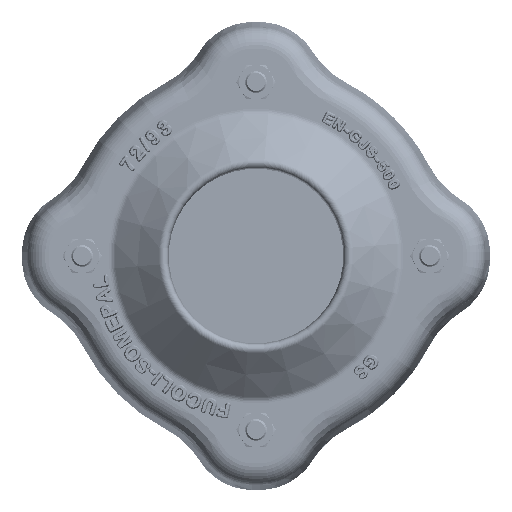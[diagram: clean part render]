
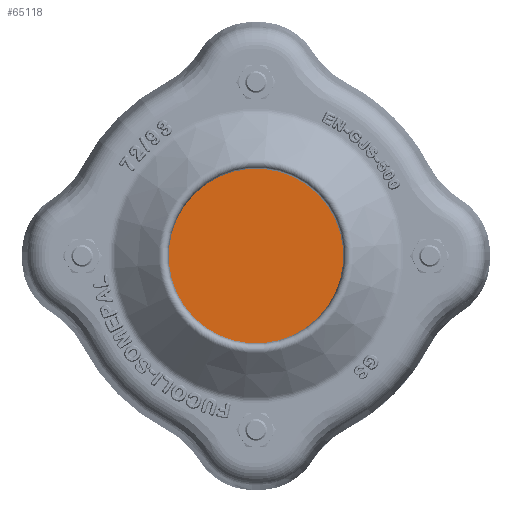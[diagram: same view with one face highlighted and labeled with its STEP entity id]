
A CAD part, left-side view. The second image highlights one B-rep face of the part: STEP entity #65118.
In plain terms, the highlighted planar face has unit normal (-1, 0, 0).
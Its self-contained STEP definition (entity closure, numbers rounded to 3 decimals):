
#10309 = PLANE ( 'NONE',  #264978 ) ;
#49610 = CARTESIAN_POINT ( 'NONE',  ( -137.379, -34.295, 34.295 ) ) ;
#64990 = VERTEX_POINT ( 'NONE', #205118 ) ;
#65118 = ADVANCED_FACE ( 'NONE', ( #225778 ), #10309, .F. ) ;
#76052 = DIRECTION ( 'NONE',  ( 0., 0., -1. ) ) ;
#106073 = VERTEX_POINT ( 'NONE', #49610 ) ;
#108023 = AXIS2_PLACEMENT_3D ( 'NONE', #259525, #154685, #76052 ) ;
#123406 = EDGE_CURVE ( 'NONE', #106073, #64990, #274729, .T. ) ;
#130022 = AXIS2_PLACEMENT_3D ( 'NONE', #210074, #183034, #260860 ) ;
#154685 = DIRECTION ( 'NONE',  ( -1., 0., 0. ) ) ;
#164052 = ORIENTED_EDGE ( 'NONE', *, *, #273860, .T. ) ;
#183034 = DIRECTION ( 'NONE',  ( -1., 0., 0. ) ) ;
#204040 = CIRCLE ( 'NONE', #130022, 48.5 ) ;
#205118 = CARTESIAN_POINT ( 'NONE',  ( -137.379, 34.295, -34.295 ) ) ;
#210074 = CARTESIAN_POINT ( 'NONE',  ( -137.379, 0., 0. ) ) ;
#217264 = ORIENTED_EDGE ( 'NONE', *, *, #123406, .T. ) ;
#225778 = FACE_OUTER_BOUND ( 'NONE', #239089, .T. ) ;
#239089 = EDGE_LOOP ( 'NONE', ( #217264, #164052 ) ) ;
#259525 = CARTESIAN_POINT ( 'NONE',  ( -137.379, 0., 0. ) ) ;
#260860 = DIRECTION ( 'NONE',  ( 0., 0., -1. ) ) ;
#264978 = AXIS2_PLACEMENT_3D ( 'NONE', #268129, #294078, #319880 ) ;
#268129 = CARTESIAN_POINT ( 'NONE',  ( -137.379, 50.056, 0. ) ) ;
#273860 = EDGE_CURVE ( 'NONE', #64990, #106073, #204040, .T. ) ;
#274729 = CIRCLE ( 'NONE', #108023, 48.5 ) ;
#294078 = DIRECTION ( 'NONE',  ( 1., 0., 0. ) ) ;
#319880 = DIRECTION ( 'NONE',  ( 0., 0., -1. ) ) ;
